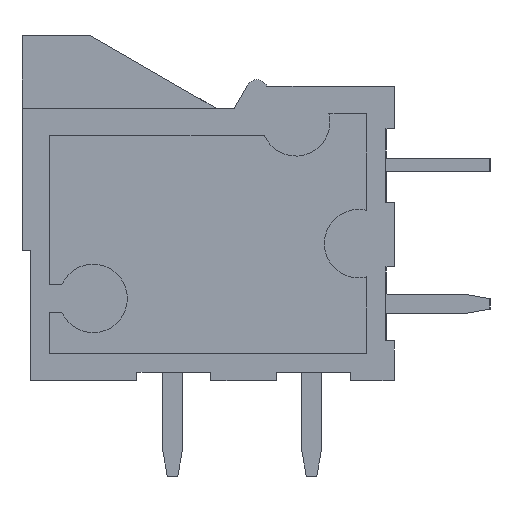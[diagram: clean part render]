
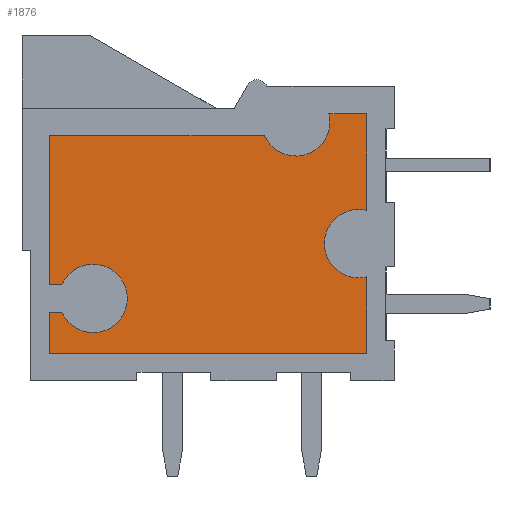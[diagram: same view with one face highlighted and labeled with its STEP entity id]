
A CAD part, left-side view. The second image highlights one B-rep face of the part: STEP entity #1876.
In plain terms, the highlighted planar face has unit normal (-1, 0, 0).
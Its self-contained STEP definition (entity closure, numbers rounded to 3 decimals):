
#130 = EDGE_CURVE ( 'NONE', #13370, #14939, #15229, .T. ) ;
#193 = FACE_OUTER_BOUND ( 'NONE', #11305, .T. ) ;
#256 = CARTESIAN_POINT ( 'NONE',  ( 1.5, 0., -10.1 ) ) ;
#323 = AXIS2_PLACEMENT_3D ( 'NONE', #10227, #7343, #17673 ) ;
#535 = ORIENTED_EDGE ( 'NONE', *, *, #16757, .F. ) ;
#558 = DIRECTION ( 'NONE',  ( -1., 0., 0. ) ) ;
#631 = CARTESIAN_POINT ( 'NONE',  ( 1.5, 0., -3.65 ) ) ;
#785 = VERTEX_POINT ( 'NONE', #4296 ) ;
#1021 = CARTESIAN_POINT ( 'NONE',  ( 1.5, 1., -8.813 ) ) ;
#1166 = EDGE_CURVE ( 'NONE', #15987, #1673, #2951, .T. ) ;
#1190 = CARTESIAN_POINT ( 'NONE',  ( 1.5, 12.6, -11.6 ) ) ;
#1360 = CARTESIAN_POINT ( 'NONE',  ( 1.5, 1., -6.387 ) ) ;
#1380 = CARTESIAN_POINT ( 'NONE',  ( 1.5, 1., -2.85 ) ) ;
#1524 = VERTEX_POINT ( 'NONE', #17356 ) ;
#1635 = CARTESIAN_POINT ( 'NONE',  ( 1.5, 1., -11.6 ) ) ;
#1673 = VERTEX_POINT ( 'NONE', #1380 ) ;
#1807 = ORIENTED_EDGE ( 'NONE', *, *, #130, .T. ) ;
#1876 = ADVANCED_FACE ( 'NONE', ( #193 ), #7058, .T. ) ;
#1939 = ORIENTED_EDGE ( 'NONE', *, *, #12926, .T. ) ;
#2199 = CARTESIAN_POINT ( 'NONE',  ( 1.5, 11., -9.6 ) ) ;
#2253 = ORIENTED_EDGE ( 'NONE', *, *, #16229, .F. ) ;
#2554 = VECTOR ( 'NONE', #16380, 1000. ) ;
#2760 = EDGE_CURVE ( 'NONE', #1524, #14939, #8400, .T. ) ;
#2951 = LINE ( 'NONE', #17578, #18178 ) ;
#3375 = EDGE_CURVE ( 'NONE', #10677, #3638, #8270, .T. ) ;
#3518 = ORIENTED_EDGE ( 'NONE', *, *, #3375, .F. ) ;
#3638 = VERTEX_POINT ( 'NONE', #7299 ) ;
#3644 = DIRECTION ( 'NONE',  ( 0., -1., 0. ) ) ;
#3714 = DIRECTION ( 'NONE',  ( 0., 0., 1. ) ) ;
#3879 = VECTOR ( 'NONE', #3644, 1000. ) ;
#4046 = DIRECTION ( 'NONE',  ( 0., -1., 0. ) ) ;
#4081 = VERTEX_POINT ( 'NONE', #17632 ) ;
#4237 = CARTESIAN_POINT ( 'NONE',  ( 1.5, 0., -9.1 ) ) ;
#4296 = CARTESIAN_POINT ( 'NONE',  ( 1.5, 12.146, -10.1 ) ) ;
#4399 = DIRECTION ( 'NONE',  ( 0., -1., 0. ) ) ;
#4733 = EDGE_CURVE ( 'NONE', #9757, #1524, #15368, .T. ) ;
#5089 = VERTEX_POINT ( 'NONE', #11204 ) ;
#5140 = DIRECTION ( 'NONE',  ( 0., 0., 1. ) ) ;
#5253 = VERTEX_POINT ( 'NONE', #16443 ) ;
#5428 = CIRCLE ( 'NONE', #10931, 1.25 ) ;
#5526 = DIRECTION ( 'NONE',  ( -1., 0., 0. ) ) ;
#6113 = EDGE_CURVE ( 'NONE', #4081, #5089, #10660, .T. ) ;
#6743 = CARTESIAN_POINT ( 'NONE',  ( 1.5, 2.387, -2.85 ) ) ;
#6909 = VECTOR ( 'NONE', #4046, 1000. ) ;
#6977 = ORIENTED_EDGE ( 'NONE', *, *, #10598, .T. ) ;
#7058 = PLANE ( 'NONE',  #18606 ) ;
#7121 = DIRECTION ( 'NONE',  ( 0., 0., 1. ) ) ;
#7149 = CARTESIAN_POINT ( 'NONE',  ( 1.5, 1.3, -7.6 ) ) ;
#7299 = CARTESIAN_POINT ( 'NONE',  ( 1.5, 12.6, -10.1 ) ) ;
#7314 = EDGE_CURVE ( 'NONE', #17294, #15421, #9000, .T. ) ;
#7343 = DIRECTION ( 'NONE',  ( -1., 0., 0. ) ) ;
#7468 = LINE ( 'NONE', #18256, #9310 ) ;
#7478 = DIRECTION ( 'NONE',  ( -1., 0., 0. ) ) ;
#7495 = ORIENTED_EDGE ( 'NONE', *, *, #1166, .F. ) ;
#7612 = ORIENTED_EDGE ( 'NONE', *, *, #17036, .F. ) ;
#7789 = VECTOR ( 'NONE', #12091, 1000. ) ;
#7831 = AXIS2_PLACEMENT_3D ( 'NONE', #16561, #558, #12213 ) ;
#7995 = CIRCLE ( 'NONE', #7831, 1.25 ) ;
#8238 = LINE ( 'NONE', #18071, #7789 ) ;
#8270 = LINE ( 'NONE', #11411, #10578 ) ;
#8400 = CIRCLE ( 'NONE', #12217, 1.25 ) ;
#8421 = ORIENTED_EDGE ( 'NONE', *, *, #14777, .F. ) ;
#8754 = EDGE_CURVE ( 'NONE', #13370, #5253, #7468, .T. ) ;
#9000 = LINE ( 'NONE', #19087, #13157 ) ;
#9310 = VECTOR ( 'NONE', #16878, 1000. ) ;
#9671 = EDGE_CURVE ( 'NONE', #3638, #785, #18025, .T. ) ;
#9757 = VERTEX_POINT ( 'NONE', #15232 ) ;
#9972 = DIRECTION ( 'NONE',  ( 0., 0., 1. ) ) ;
#10104 = LINE ( 'NONE', #15405, #3879 ) ;
#10227 = CARTESIAN_POINT ( 'NONE',  ( 1.5, 1.3, -7.6 ) ) ;
#10253 = DIRECTION ( 'NONE',  ( 0., 0., 1. ) ) ;
#10292 = VECTOR ( 'NONE', #10836, 1000. ) ;
#10578 = VECTOR ( 'NONE', #3714, 1000. ) ;
#10598 = EDGE_CURVE ( 'NONE', #10677, #17294, #10104, .T. ) ;
#10660 = CIRCLE ( 'NONE', #14988, 1.25 ) ;
#10677 = VERTEX_POINT ( 'NONE', #1190 ) ;
#10836 = DIRECTION ( 'NONE',  ( 0., 1., 0. ) ) ;
#10847 = CARTESIAN_POINT ( 'NONE',  ( 1.5, 11., -9.6 ) ) ;
#10931 = AXIS2_PLACEMENT_3D ( 'NONE', #15924, #14427, #15731 ) ;
#10946 = ORIENTED_EDGE ( 'NONE', *, *, #6113, .F. ) ;
#11094 = ORIENTED_EDGE ( 'NONE', *, *, #13075, .T. ) ;
#11147 = ORIENTED_EDGE ( 'NONE', *, *, #7314, .T. ) ;
#11204 = CARTESIAN_POINT ( 'NONE',  ( 1.5, 1.3, -8.85 ) ) ;
#11269 = VERTEX_POINT ( 'NONE', #1360 ) ;
#11305 = EDGE_LOOP ( 'NONE', ( #7612, #1939, #7495, #535, #11094, #14078, #1807, #17641, #17574, #8421, #16982, #3518, #6977, #11147, #2253, #10946 ) ) ;
#11411 = CARTESIAN_POINT ( 'NONE',  ( 1.5, 12.6, 0. ) ) ;
#11640 = DIRECTION ( 'NONE',  ( -1., 0., 0. ) ) ;
#11713 = CARTESIAN_POINT ( 'NONE',  ( 1.5, 12.146, -9.1 ) ) ;
#12091 = DIRECTION ( 'NONE',  ( 0., 0., 1. ) ) ;
#12213 = DIRECTION ( 'NONE',  ( 0., 0., 1. ) ) ;
#12217 = AXIS2_PLACEMENT_3D ( 'NONE', #10847, #13586, #15125 ) ;
#12494 = AXIS2_PLACEMENT_3D ( 'NONE', #16131, #7478, #14897 ) ;
#12509 = AXIS2_PLACEMENT_3D ( 'NONE', #2199, #17348, #5140 ) ;
#12926 = EDGE_CURVE ( 'NONE', #11269, #1673, #8238, .T. ) ;
#13075 = EDGE_CURVE ( 'NONE', #18942, #5253, #16092, .T. ) ;
#13157 = VECTOR ( 'NONE', #10253, 1000. ) ;
#13370 = VERTEX_POINT ( 'NONE', #13421 ) ;
#13421 = CARTESIAN_POINT ( 'NONE',  ( 1.5, 12.6, -9.1 ) ) ;
#13586 = DIRECTION ( 'NONE',  ( -1., 0., 0. ) ) ;
#14078 = ORIENTED_EDGE ( 'NONE', *, *, #8754, .F. ) ;
#14192 = CARTESIAN_POINT ( 'NONE',  ( 1.5, 4.746, -3.65 ) ) ;
#14427 = DIRECTION ( 'NONE',  ( -1., 0., 0. ) ) ;
#14580 = CIRCLE ( 'NONE', #12509, 1.25 ) ;
#14589 = CARTESIAN_POINT ( 'NONE',  ( 1.5, 0., 0. ) ) ;
#14777 = EDGE_CURVE ( 'NONE', #785, #9757, #14580, .T. ) ;
#14897 = DIRECTION ( 'NONE',  ( 0., 0., 1. ) ) ;
#14939 = VERTEX_POINT ( 'NONE', #11713 ) ;
#14988 = AXIS2_PLACEMENT_3D ( 'NONE', #7149, #5526, #9972 ) ;
#15125 = DIRECTION ( 'NONE',  ( 0., 0., 1. ) ) ;
#15229 = LINE ( 'NONE', #4237, #6909 ) ;
#15232 = CARTESIAN_POINT ( 'NONE',  ( 1.5, 11., -10.85 ) ) ;
#15368 = CIRCLE ( 'NONE', #12494, 1.25 ) ;
#15405 = CARTESIAN_POINT ( 'NONE',  ( 1.5, 0., -11.6 ) ) ;
#15421 = VERTEX_POINT ( 'NONE', #1021 ) ;
#15731 = DIRECTION ( 'NONE',  ( 0., 0., 1. ) ) ;
#15924 = CARTESIAN_POINT ( 'NONE',  ( 1.5, 1.3, -7.6 ) ) ;
#15987 = VERTEX_POINT ( 'NONE', #6743 ) ;
#16092 = LINE ( 'NONE', #631, #10292 ) ;
#16131 = CARTESIAN_POINT ( 'NONE',  ( 1.5, 11., -9.6 ) ) ;
#16229 = EDGE_CURVE ( 'NONE', #5089, #15421, #17548, .T. ) ;
#16380 = DIRECTION ( 'NONE',  ( 0., -1., 0. ) ) ;
#16443 = CARTESIAN_POINT ( 'NONE',  ( 1.5, 12.6, -3.65 ) ) ;
#16561 = CARTESIAN_POINT ( 'NONE',  ( 1.5, 3.6, -3.15 ) ) ;
#16757 = EDGE_CURVE ( 'NONE', #18942, #15987, #7995, .T. ) ;
#16878 = DIRECTION ( 'NONE',  ( 0., 0., 1. ) ) ;
#16982 = ORIENTED_EDGE ( 'NONE', *, *, #9671, .F. ) ;
#17036 = EDGE_CURVE ( 'NONE', #11269, #4081, #5428, .T. ) ;
#17294 = VERTEX_POINT ( 'NONE', #1635 ) ;
#17348 = DIRECTION ( 'NONE',  ( -1., 0., 0. ) ) ;
#17356 = CARTESIAN_POINT ( 'NONE',  ( 1.5, 11., -8.35 ) ) ;
#17548 = CIRCLE ( 'NONE', #323, 1.25 ) ;
#17574 = ORIENTED_EDGE ( 'NONE', *, *, #4733, .F. ) ;
#17578 = CARTESIAN_POINT ( 'NONE',  ( 1.5, 0., -2.85 ) ) ;
#17632 = CARTESIAN_POINT ( 'NONE',  ( 1.5, 1.3, -6.35 ) ) ;
#17641 = ORIENTED_EDGE ( 'NONE', *, *, #2760, .F. ) ;
#17673 = DIRECTION ( 'NONE',  ( 0., 0., 1. ) ) ;
#18025 = LINE ( 'NONE', #256, #2554 ) ;
#18071 = CARTESIAN_POINT ( 'NONE',  ( 1.5, 1., 0. ) ) ;
#18178 = VECTOR ( 'NONE', #4399, 1000. ) ;
#18256 = CARTESIAN_POINT ( 'NONE',  ( 1.5, 12.6, 0. ) ) ;
#18606 = AXIS2_PLACEMENT_3D ( 'NONE', #14589, #11640, #7121 ) ;
#18942 = VERTEX_POINT ( 'NONE', #14192 ) ;
#19087 = CARTESIAN_POINT ( 'NONE',  ( 1.5, 1., 0. ) ) ;
